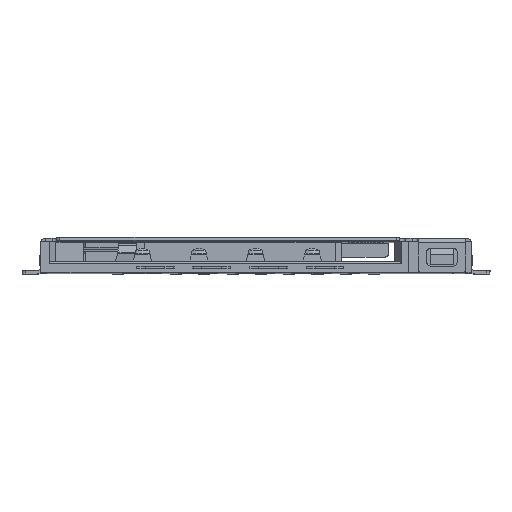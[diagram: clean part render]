
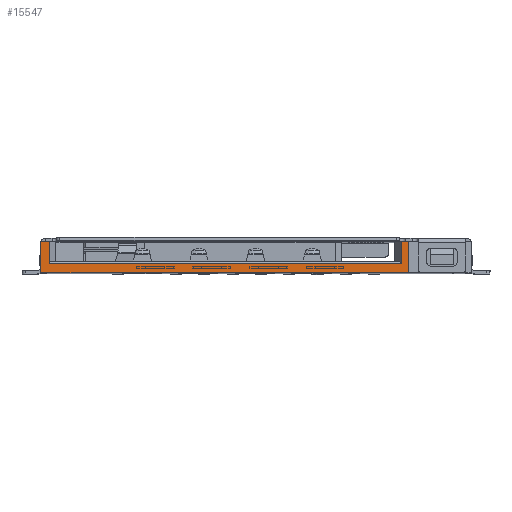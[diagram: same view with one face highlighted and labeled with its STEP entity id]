
A CAD part, top view. The second image highlights one B-rep face of the part: STEP entity #15547.
In plain terms, the highlighted planar face has unit normal (0, 0, 1).
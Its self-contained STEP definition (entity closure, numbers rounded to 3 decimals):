
#2280=ORIENTED_EDGE('',*,*,#6379,.T.);
#2281=ORIENTED_EDGE('',*,*,#6367,.F.);
#2282=ORIENTED_EDGE('',*,*,#6301,.T.);
#2283=ORIENTED_EDGE('',*,*,#5885,.T.);
#2284=ORIENTED_EDGE('',*,*,#5748,.T.);
#2285=ORIENTED_EDGE('',*,*,#6163,.F.);
#2286=ORIENTED_EDGE('',*,*,#6300,.T.);
#2287=ORIENTED_EDGE('',*,*,#6277,.T.);
#5748=EDGE_CURVE('',#8101,#8100,#9648,.T.);
#5885=EDGE_CURVE('',#8230,#8101,#9780,.T.);
#6163=EDGE_CURVE('',#8434,#8100,#10045,.T.);
#6277=EDGE_CURVE('',#8495,#8494,#10154,.T.);
#6300=EDGE_CURVE('',#8434,#8495,#10175,.T.);
#6301=EDGE_CURVE('',#8504,#8230,#10176,.T.);
#6367=EDGE_CURVE('',#8504,#8525,#10234,.T.);
#6379=EDGE_CURVE('',#8494,#8525,#10246,.T.);
#8100=VERTEX_POINT('',#21967);
#8101=VERTEX_POINT('',#21969);
#8230=VERTEX_POINT('',#22267);
#8434=VERTEX_POINT('',#22885);
#8494=VERTEX_POINT('',#23088);
#8495=VERTEX_POINT('',#23090);
#8504=VERTEX_POINT('',#23130);
#8525=VERTEX_POINT('',#23308);
#9648=LINE('',#21968,#11340);
#9780=LINE('',#22266,#11472);
#10045=LINE('',#22886,#11737);
#10154=LINE('',#23089,#11846);
#10175=LINE('',#23127,#11867);
#10176=LINE('',#23129,#11868);
#10234=LINE('',#23307,#11926);
#10246=LINE('',#23335,#11938);
#11340=VECTOR('',#17581,1000.);
#11472=VECTOR('',#17787,1000.);
#11737=VECTOR('',#18218,1000.);
#11846=VECTOR('',#18359,1000.);
#11867=VECTOR('',#18396,1000.);
#11868=VECTOR('',#18399,1000.);
#11926=VECTOR('',#18547,1000.);
#11938=VECTOR('',#18589,1000.);
#13272=EDGE_LOOP('',(#2280,#2281,#2282,#2283,#2284,#2285,#2286,#2287));
#14166=FACE_BOUND('',#13272,.T.);
#15019=PLANE('',#16465);
#15547=ADVANCED_FACE('',(#14166),#15019,.T.);
#16465=AXIS2_PLACEMENT_3D('',#23381,#18663,#18664);
#17581=DIRECTION('',(0.,1.,0.));
#17787=DIRECTION('',(-1.,0.,0.));
#18218=DIRECTION('',(1.,0.,0.));
#18359=DIRECTION('',(1.,0.,0.));
#18396=DIRECTION('',(0.,-1.,0.));
#18399=DIRECTION('',(0.,-1.,0.));
#18547=DIRECTION('',(1.,0.,0.));
#18589=DIRECTION('',(0.,1.,0.));
#18663=DIRECTION('',(0.,0.,1.));
#18664=DIRECTION('',(1.,0.,0.));
#21967=CARTESIAN_POINT('',(-9.28,1.7,13.15));
#21968=CARTESIAN_POINT('',(-9.28,1.,13.15));
#21969=CARTESIAN_POINT('',(-9.28,0.7,13.15));
#22266=CARTESIAN_POINT('',(-1.4,0.7,13.15));
#22267=CARTESIAN_POINT('',(6.52,0.7,13.15));
#22885=CARTESIAN_POINT('',(-9.65,1.7,13.15));
#22886=CARTESIAN_POINT('',(6.151,1.7,13.15));
#23088=CARTESIAN_POINT('',(6.85,0.3,13.15));
#23089=CARTESIAN_POINT('',(-9.98,0.3,13.15));
#23090=CARTESIAN_POINT('',(-9.65,0.3,13.15));
#23127=CARTESIAN_POINT('',(-9.65,1.,13.15));
#23129=CARTESIAN_POINT('',(6.52,1.,13.15));
#23130=CARTESIAN_POINT('',(6.52,1.7,13.15));
#23307=CARTESIAN_POINT('',(7.935,1.7,13.15));
#23308=CARTESIAN_POINT('',(6.85,1.7,13.15));
#23335=CARTESIAN_POINT('',(6.85,1.,13.15));
#23381=CARTESIAN_POINT('',(-9.98,0.261,13.15));
